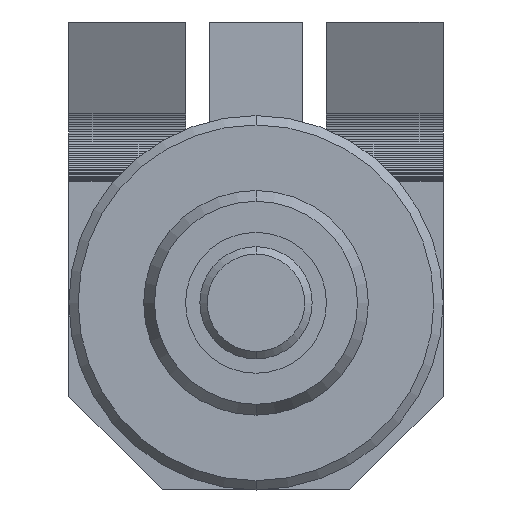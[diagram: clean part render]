
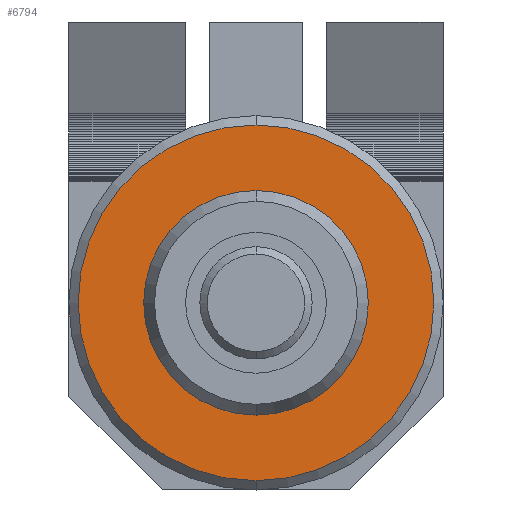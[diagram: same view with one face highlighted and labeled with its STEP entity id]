
A CAD part, front view. The second image highlights one B-rep face of the part: STEP entity #6794.
In plain terms, the highlighted planar face has unit normal (0, -1, 0).
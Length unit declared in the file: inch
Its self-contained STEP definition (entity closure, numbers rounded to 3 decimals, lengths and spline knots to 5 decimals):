
#278 = EDGE_CURVE ( 'NONE', #4763, #7758, #10921, .T. ) ;
#318 = CARTESIAN_POINT ( 'NONE',  ( 0., 0., -0.23622 ) ) ;
#554 = EDGE_CURVE ( 'NONE', #6237, #9829, #10365, .T. ) ;
#625 = CARTESIAN_POINT ( 'NONE',  ( 0., 0., 0. ) ) ;
#645 = DIRECTION ( 'NONE',  ( 0., 1., 0. ) ) ;
#660 = DIRECTION ( 'NONE',  ( 0., 0., 1. ) ) ;
#794 = CARTESIAN_POINT ( 'NONE',  ( 0., 0., -0.37402 ) ) ;
#1756 = EDGE_CURVE ( 'NONE', #9829, #6237, #6807, .T. ) ;
#1966 = FACE_OUTER_BOUND ( 'NONE', #8819, .T. ) ;
#2005 = ORIENTED_EDGE ( 'NONE', *, *, #278, .F. ) ;
#2029 = ORIENTED_EDGE ( 'NONE', *, *, #2137, .F. ) ;
#2066 = ORIENTED_EDGE ( 'NONE', *, *, #554, .F. ) ;
#2137 = EDGE_CURVE ( 'NONE', #7758, #4763, #3011, .T. ) ;
#2146 = ORIENTED_EDGE ( 'NONE', *, *, #1756, .F. ) ;
#3011 = CIRCLE ( 'NONE', #6735, 0.37402 ) ;
#3982 = FACE_BOUND ( 'NONE', #10298, .T. ) ;
#4115 = CARTESIAN_POINT ( 'NONE',  ( 0., 0., 0.23622 ) ) ;
#4397 = DIRECTION ( 'NONE',  ( 0., 1., 0. ) ) ;
#4763 = VERTEX_POINT ( 'NONE', #794 ) ;
#5741 = CARTESIAN_POINT ( 'NONE',  ( 0., 0., 0.37402 ) ) ;
#5900 = DIRECTION ( 'NONE',  ( 0., -1., 0. ) ) ;
#5986 = CARTESIAN_POINT ( 'NONE',  ( 0., 0., 0. ) ) ;
#6015 = DIRECTION ( 'NONE',  ( 0., 0., 1. ) ) ;
#6237 = VERTEX_POINT ( 'NONE', #318 ) ;
#6735 = AXIS2_PLACEMENT_3D ( 'NONE', #625, #645, #660 ) ;
#6794 = ADVANCED_FACE ( 'NONE', ( #3982, #1966 ), #7911, .F. ) ;
#6807 = CIRCLE ( 'NONE', #10118, 0.23622 ) ;
#7170 = AXIS2_PLACEMENT_3D ( 'NONE', #8713, #8739, #8756 ) ;
#7758 = VERTEX_POINT ( 'NONE', #5741 ) ;
#7766 = AXIS2_PLACEMENT_3D ( 'NONE', #9183, #9199, #9202 ) ;
#7911 = PLANE ( 'NONE',  #9085 ) ;
#8713 = CARTESIAN_POINT ( 'NONE',  ( 0., 0., 0. ) ) ;
#8739 = DIRECTION ( 'NONE',  ( 0., 1., 0. ) ) ;
#8756 = DIRECTION ( 'NONE',  ( 0., 0., 1. ) ) ;
#8819 = EDGE_LOOP ( 'NONE', ( #2029, #2005 ) ) ;
#9085 = AXIS2_PLACEMENT_3D ( 'NONE', #9688, #4397, #10536 ) ;
#9183 = CARTESIAN_POINT ( 'NONE',  ( 0., 0., 0. ) ) ;
#9199 = DIRECTION ( 'NONE',  ( 0., -1., 0. ) ) ;
#9202 = DIRECTION ( 'NONE',  ( 0., 0., 1. ) ) ;
#9688 = CARTESIAN_POINT ( 'NONE',  ( 0., 0., 0. ) ) ;
#9829 = VERTEX_POINT ( 'NONE', #4115 ) ;
#10118 = AXIS2_PLACEMENT_3D ( 'NONE', #5986, #5900, #6015 ) ;
#10298 = EDGE_LOOP ( 'NONE', ( #2146, #2066 ) ) ;
#10365 = CIRCLE ( 'NONE', #7766, 0.23622 ) ;
#10536 = DIRECTION ( 'NONE',  ( 0., 0., 1. ) ) ;
#10921 = CIRCLE ( 'NONE', #7170, 0.37402 ) ;
